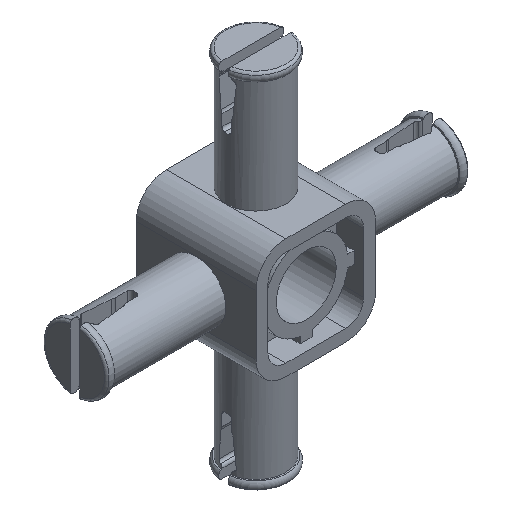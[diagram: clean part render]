
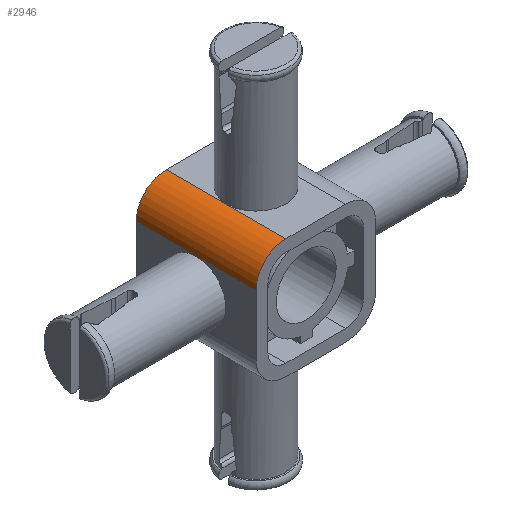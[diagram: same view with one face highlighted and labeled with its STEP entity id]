
A CAD part, isometric view. The second image highlights one B-rep face of the part: STEP entity #2946.
In plain terms, the highlighted cylindrical face has radius 2.5 mm (diameter 5 mm), a partial arc.
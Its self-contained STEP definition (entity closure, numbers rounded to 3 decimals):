
#245=LINE('',#4675,#485);
#246=LINE('',#4677,#486);
#485=VECTOR('',#3667,1000.);
#486=VECTOR('',#3670,1000.);
#1089=ORIENTED_EDGE('',*,*,#1754,.F.);
#1090=ORIENTED_EDGE('',*,*,#1816,.T.);
#1091=ORIENTED_EDGE('',*,*,#1770,.T.);
#1092=ORIENTED_EDGE('',*,*,#1817,.F.);
#1754=EDGE_CURVE('',#2155,#2156,#2384,.T.);
#1770=EDGE_CURVE('',#2170,#2169,#2392,.T.);
#1816=EDGE_CURVE('',#2155,#2170,#245,.T.);
#1817=EDGE_CURVE('',#2156,#2169,#246,.T.);
#2155=VERTEX_POINT('',#4550);
#2156=VERTEX_POINT('',#4552);
#2169=VERTEX_POINT('',#4582);
#2170=VERTEX_POINT('',#4584);
#2384=CIRCLE('',#3143,2.5);
#2392=CIRCLE('',#3153,2.5);
#2520=EDGE_LOOP('',(#1089,#1090,#1091,#1092));
#2706=FACE_BOUND('',#2520,.T.);
#2846=CYLINDRICAL_SURFACE('',#3175,2.5);
#2946=ADVANCED_FACE('',(#2706),#2846,.T.);
#3143=AXIS2_PLACEMENT_3D('',#4551,#3560,#3561);
#3153=AXIS2_PLACEMENT_3D('',#4583,#3588,#3589);
#3175=AXIS2_PLACEMENT_3D('',#4676,#3668,#3669);
#3560=DIRECTION('',(0.,1.,0.));
#3561=DIRECTION('',(0.,0.,-1.));
#3588=DIRECTION('',(0.,1.,0.));
#3589=DIRECTION('',(0.,0.,-1.));
#3667=DIRECTION('',(0.,-1.,0.));
#3668=DIRECTION('',(0.,-1.,0.));
#3669=DIRECTION('',(0.,0.,-1.));
#3670=DIRECTION('',(0.,-1.,0.));
#4550=CARTESIAN_POINT('',(-25.,10.,2.5));
#4551=CARTESIAN_POINT('',(-22.5,10.,2.5));
#4552=CARTESIAN_POINT('',(-22.5,10.,5.));
#4582=CARTESIAN_POINT('',(-22.5,0.,5.));
#4583=CARTESIAN_POINT('',(-22.5,0.,2.5));
#4584=CARTESIAN_POINT('',(-25.,0.,2.5));
#4675=CARTESIAN_POINT('',(-25.,10.,2.5));
#4676=CARTESIAN_POINT('',(-22.5,10.,2.5));
#4677=CARTESIAN_POINT('',(-22.5,10.,5.));
